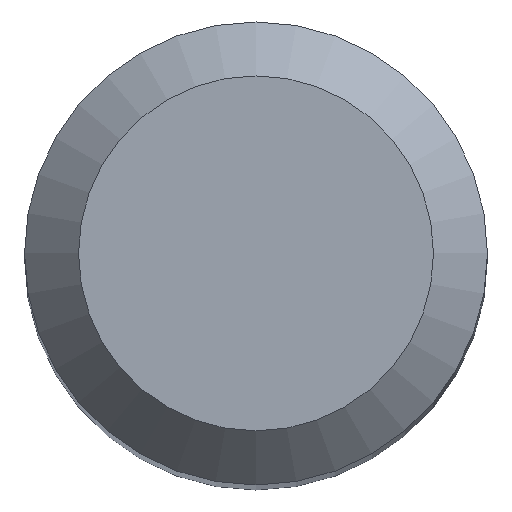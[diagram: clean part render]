
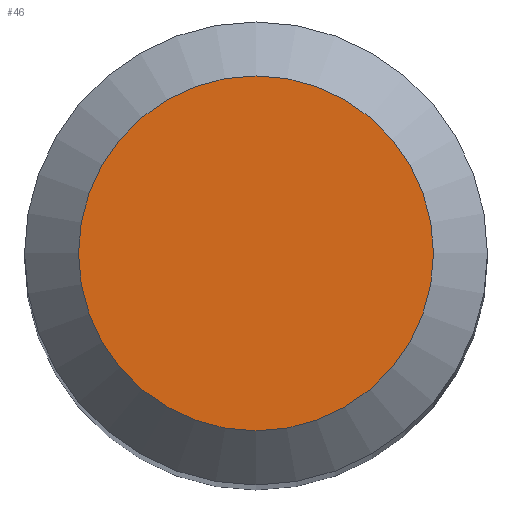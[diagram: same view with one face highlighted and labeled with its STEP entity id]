
A CAD part, top view. The second image highlights one B-rep face of the part: STEP entity #46.
In plain terms, the highlighted planar face has unit normal (0, 0, 1).
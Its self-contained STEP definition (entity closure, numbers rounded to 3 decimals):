
#39 = DIRECTION ( 'NONE',  ( 0., 1., 0. ) ) ;
#46 = ADVANCED_FACE ( 'NONE', ( #257 ), #81, .F. ) ;
#57 = CIRCLE ( 'NONE', #210, 2.3 ) ;
#64 = EDGE_LOOP ( 'NONE', ( #142 ) ) ;
#81 = PLANE ( 'NONE',  #101 ) ;
#101 = AXIS2_PLACEMENT_3D ( 'NONE', #155, #237, #39 ) ;
#118 = VERTEX_POINT ( 'NONE', #214 ) ;
#142 = ORIENTED_EDGE ( 'NONE', *, *, #172, .F. ) ;
#155 = CARTESIAN_POINT ( 'NONE',  ( 0., 0., 66. ) ) ;
#165 = DIRECTION ( 'NONE',  ( 0., 0., -1. ) ) ;
#172 = EDGE_CURVE ( 'NONE', #118, #118, #57, .T. ) ;
#187 = DIRECTION ( 'NONE',  ( 0., 1., 0. ) ) ;
#208 = CARTESIAN_POINT ( 'NONE',  ( 0., 0., 66. ) ) ;
#210 = AXIS2_PLACEMENT_3D ( 'NONE', #208, #165, #187 ) ;
#214 = CARTESIAN_POINT ( 'NONE',  ( 0., 2.3, 66. ) ) ;
#237 = DIRECTION ( 'NONE',  ( 0., 0., -1. ) ) ;
#257 = FACE_OUTER_BOUND ( 'NONE', #64, .T. ) ;
